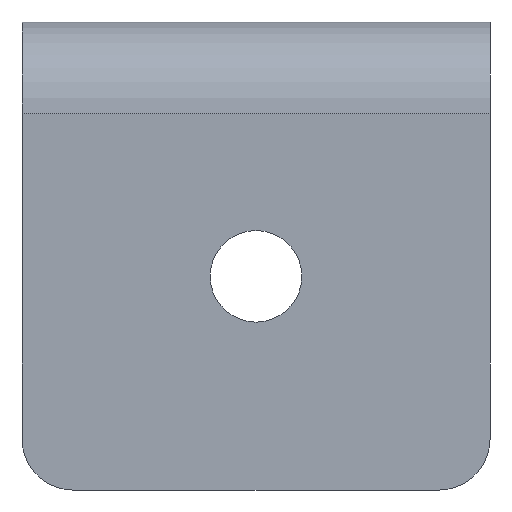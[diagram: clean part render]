
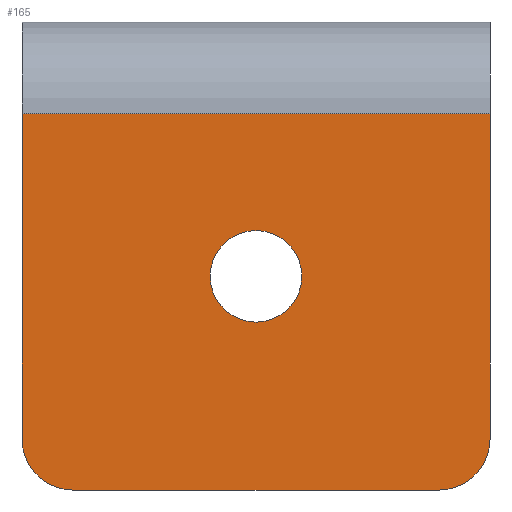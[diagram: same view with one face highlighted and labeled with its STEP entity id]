
A CAD part, front view. The second image highlights one B-rep face of the part: STEP entity #165.
In plain terms, the highlighted planar face has unit normal (0, -1, 0).
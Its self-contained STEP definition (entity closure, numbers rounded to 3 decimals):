
#165=ADVANCED_FACE('',(#309,#311),#313,.F.);
#309=FACE_BOUND('',#310,.T.);
#310=EDGE_LOOP('',(#411,#412,#413,#414,#415,#416));
#311=FACE_BOUND('',#312,.T.);
#312=EDGE_LOOP('',(#417));
#313=PLANE('',#314);
#314=AXIS2_PLACEMENT_3D('',#315,#316,#317);
#315=CARTESIAN_POINT('',(48.,0.,0.));
#316=DIRECTION('',(-0.,1.,0.));
#317=DIRECTION('',(0.,-0.,1.));
#411=ORIENTED_EDGE('',*,*,#467,.F.);
#412=ORIENTED_EDGE('',*,*,#468,.F.);
#413=ORIENTED_EDGE('',*,*,#469,.T.);
#414=ORIENTED_EDGE('',*,*,#470,.F.);
#415=ORIENTED_EDGE('',*,*,#458,.T.);
#416=ORIENTED_EDGE('',*,*,#455,.T.);
#417=ORIENTED_EDGE('',*,*,#471,.T.);
#455=EDGE_CURVE('',#515,#512,#516,.T.);
#458=EDGE_CURVE('',#519,#515,#520,.T.);
#467=EDGE_CURVE('',#532,#512,#534,.F.);
#468=EDGE_CURVE('',#535,#532,#536,.T.);
#469=EDGE_CURVE('',#535,#537,#538,.T.);
#470=EDGE_CURVE('',#519,#537,#539,.T.);
#471=EDGE_CURVE('',#540,#540,#541,.F.);
#512=VERTEX_POINT('',#634);
#515=VERTEX_POINT('',#639);
#516=LINE('',#640,#641);
#519=VERTEX_POINT('',#650);
#520=LINE('',#651,#652);
#532=VERTEX_POINT('',#683);
#534=CIRCLE('',#687,5.);
#535=VERTEX_POINT('',#691);
#536=LINE('',#692,#693);
#537=VERTEX_POINT('',#695);
#538=CIRCLE('',#696,5.);
#539=LINE('',#700,#701);
#540=VERTEX_POINT('',#703);
#541=CIRCLE('',#704,4.5);
#634=CARTESIAN_POINT('',(2.,0.,-41.));
#639=CARTESIAN_POINT('',(2.,0.,-9.));
#640=CARTESIAN_POINT('',(2.,0.,-9.));
#641=VECTOR('',#642,1.);
#642=DIRECTION('',(0.,0.,-1.));
#650=CARTESIAN_POINT('',(48.,0.,-9.));
#651=CARTESIAN_POINT('',(48.,0.,-9.));
#652=VECTOR('',#653,1.);
#653=DIRECTION('',(-1.,0.,0.));
#683=CARTESIAN_POINT('',(7.,0.,-46.));
#687=AXIS2_PLACEMENT_3D('',#688,#689,#690);
#688=CARTESIAN_POINT('',(7.,0.,-41.));
#689=DIRECTION('',(0.,-1.,0.));
#690=DIRECTION('',(-1.,0.,0.));
#691=CARTESIAN_POINT('',(43.,0.,-46.));
#692=CARTESIAN_POINT('',(43.,0.,-46.));
#693=VECTOR('',#694,1.);
#694=DIRECTION('',(-1.,0.,0.));
#695=CARTESIAN_POINT('',(48.,0.,-41.));
#696=AXIS2_PLACEMENT_3D('',#697,#698,#699);
#697=CARTESIAN_POINT('',(43.,0.,-41.));
#698=DIRECTION('',(0.,-1.,0.));
#699=DIRECTION('',(0.,0.,-1.));
#700=CARTESIAN_POINT('',(48.,0.,-9.));
#701=VECTOR('',#702,1.);
#702=DIRECTION('',(0.,0.,-1.));
#703=CARTESIAN_POINT('',(20.5,0.,-25.));
#704=AXIS2_PLACEMENT_3D('',#705,#706,#707);
#705=CARTESIAN_POINT('',(25.,0.,-25.));
#706=DIRECTION('',(0.,-1.,-0.));
#707=DIRECTION('',(-1.,-0.,0.));
